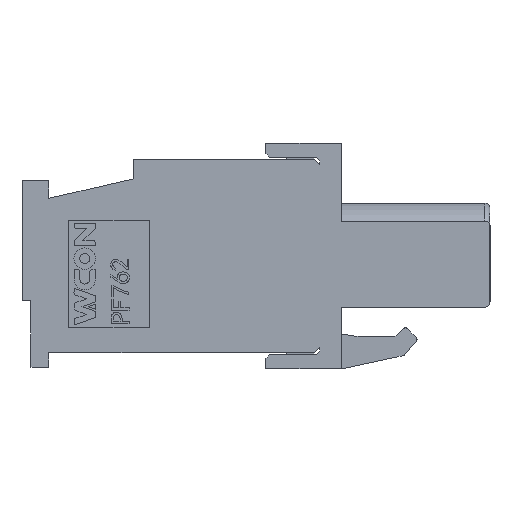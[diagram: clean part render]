
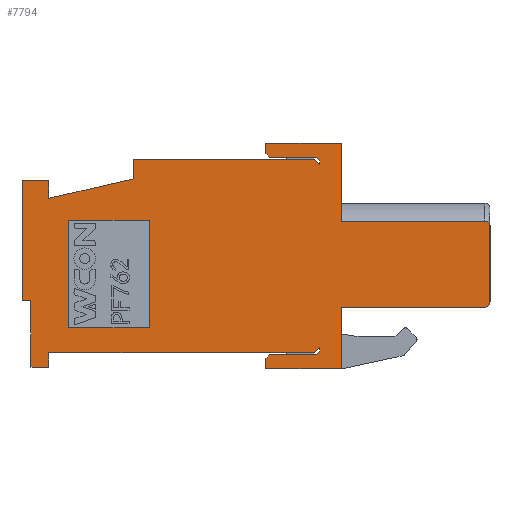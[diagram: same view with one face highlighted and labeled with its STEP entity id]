
A CAD part, left-side view. The second image highlights one B-rep face of the part: STEP entity #7794.
In plain terms, the highlighted planar face has unit normal (-1, 0, 0).
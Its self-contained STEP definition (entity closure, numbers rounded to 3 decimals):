
#7478=CARTESIAN_POINT('',(-14.24,0.,-5.3));
#7479=VERTEX_POINT('',#7478);
#7487=CARTESIAN_POINT('',(-14.24,0.2,-5.5));
#7488=VERTEX_POINT('',#7487);
#7495=CARTESIAN_POINT('',(-14.24,0.2,-5.5));
#7496=DIRECTION('',(0.,-0.707,0.707));
#7497=VECTOR('',#7496,0.283);
#7498=LINE('',#7495,#7497);
#7499=EDGE_CURVE('',#7488,#7479,#7498,.T.);
#7504=CARTESIAN_POINT('',(-14.24,0.,0.));
#7505=DIRECTION('',(0.,0.,1.));
#7506=DIRECTION('',(-1.,0.,0.));
#7507=AXIS2_PLACEMENT_3D('',#7504,#7506,#7505);
#7508=PLANE('',#7507);
#7509=CARTESIAN_POINT('',(-14.24,0.,-5.1));
#7510=VERTEX_POINT('',#7509);
#7511=CARTESIAN_POINT('',(-14.24,0.,-5.1));
#7512=DIRECTION('',(0.,0.,-1.));
#7513=VECTOR('',#7512,0.2);
#7514=LINE('',#7511,#7513);
#7515=EDGE_CURVE('',#7510,#7479,#7514,.T.);
#7516=ORIENTED_EDGE('',*,*,#7515,.T.);
#7517=ORIENTED_EDGE('',*,*,#7499,.F.);
#7518=CARTESIAN_POINT('',(-14.24,2.8,-5.5));
#7519=VERTEX_POINT('',#7518);
#7520=CARTESIAN_POINT('',(-14.24,0.2,-5.5));
#7521=DIRECTION('',(0.,1.,0.));
#7522=VECTOR('',#7521,2.6);
#7523=LINE('',#7520,#7522);
#7524=EDGE_CURVE('',#7488,#7519,#7523,.T.);
#7525=ORIENTED_EDGE('',*,*,#7524,.T.);
#7526=CARTESIAN_POINT('',(-14.24,3.,-5.7));
#7527=VERTEX_POINT('',#7526);
#7528=CARTESIAN_POINT('',(-14.24,2.8,-5.5));
#7529=DIRECTION('',(0.,0.707,-0.707));
#7530=VECTOR('',#7529,0.283);
#7531=LINE('',#7528,#7530);
#7532=EDGE_CURVE('',#7519,#7527,#7531,.T.);
#7533=ORIENTED_EDGE('',*,*,#7532,.T.);
#7534=CARTESIAN_POINT('',(-14.24,3.,-6.3));
#7535=VERTEX_POINT('',#7534);
#7536=CARTESIAN_POINT('',(-14.24,3.,-5.7));
#7537=DIRECTION('',(0.,0.,-1.));
#7538=VECTOR('',#7537,0.6);
#7539=LINE('',#7536,#7538);
#7540=EDGE_CURVE('',#7527,#7535,#7539,.T.);
#7541=ORIENTED_EDGE('',*,*,#7540,.T.);
#7542=CARTESIAN_POINT('',(-14.24,-1.2,-6.3));
#7543=VERTEX_POINT('',#7542);
#7544=CARTESIAN_POINT('',(-14.24,3.,-6.3));
#7545=DIRECTION('',(0.,-1.,0.));
#7546=VECTOR('',#7545,4.2);
#7547=LINE('',#7544,#7546);
#7548=EDGE_CURVE('',#7535,#7543,#7547,.T.);
#7549=ORIENTED_EDGE('',*,*,#7548,.T.);
#7550=CARTESIAN_POINT('',(-14.24,-1.2,-2.85));
#7551=VERTEX_POINT('',#7550);
#7552=CARTESIAN_POINT('',(-14.24,-1.2,-6.3));
#7553=DIRECTION('',(0.,0.,1.));
#7554=VECTOR('',#7553,3.45);
#7555=LINE('',#7552,#7554);
#7556=EDGE_CURVE('',#7543,#7551,#7555,.T.);
#7557=ORIENTED_EDGE('',*,*,#7556,.T.);
#7558=CARTESIAN_POINT('',(-14.24,-9.2,-2.85));
#7559=VERTEX_POINT('',#7558);
#7560=CARTESIAN_POINT('',(-14.24,-1.2,-2.85));
#7561=DIRECTION('',(0.,-1.,0.));
#7562=VECTOR('',#7561,8.);
#7563=LINE('',#7560,#7562);
#7564=EDGE_CURVE('',#7551,#7559,#7563,.T.);
#7565=ORIENTED_EDGE('',*,*,#7564,.T.);
#7566=CARTESIAN_POINT('',(-14.24,-9.5,-2.55));
#7567=VERTEX_POINT('',#7566);
#7568=CARTESIAN_POINT('',(-14.24,-9.2,-2.55));
#7569=DIRECTION('',(0.,0.,-1.));
#7570=DIRECTION('',(-1.,0.,0.));
#7571=AXIS2_PLACEMENT_3D('',#7568,#7570,#7569);
#7572=CIRCLE('',#7571,0.3);
#7573=EDGE_CURVE('',#7559,#7567,#7572,.T.);
#7574=ORIENTED_EDGE('',*,*,#7573,.T.);
#7575=CARTESIAN_POINT('',(-14.24,-9.5,1.65));
#7576=VERTEX_POINT('',#7575);
#7577=CARTESIAN_POINT('',(-14.24,-9.5,-2.55));
#7578=DIRECTION('',(0.,0.,1.));
#7579=VECTOR('',#7578,4.2);
#7580=LINE('',#7577,#7579);
#7581=EDGE_CURVE('',#7567,#7576,#7580,.T.);
#7582=ORIENTED_EDGE('',*,*,#7581,.T.);
#7583=CARTESIAN_POINT('',(-14.24,-9.2,1.95));
#7584=VERTEX_POINT('',#7583);
#7585=CARTESIAN_POINT('',(-14.24,-9.2,1.65));
#7586=DIRECTION('',(0.,-1.,0.));
#7587=DIRECTION('',(-1.,0.,0.));
#7588=AXIS2_PLACEMENT_3D('',#7585,#7587,#7586);
#7589=CIRCLE('',#7588,0.3);
#7590=EDGE_CURVE('',#7576,#7584,#7589,.T.);
#7591=ORIENTED_EDGE('',*,*,#7590,.T.);
#7592=CARTESIAN_POINT('',(-14.24,-1.2,1.95));
#7593=VERTEX_POINT('',#7592);
#7594=CARTESIAN_POINT('',(-14.24,-9.2,1.95));
#7595=DIRECTION('',(0.,1.,0.));
#7596=VECTOR('',#7595,8.);
#7597=LINE('',#7594,#7596);
#7598=EDGE_CURVE('',#7584,#7593,#7597,.T.);
#7599=ORIENTED_EDGE('',*,*,#7598,.T.);
#7600=CARTESIAN_POINT('',(-14.24,-1.2,6.3));
#7601=VERTEX_POINT('',#7600);
#7602=CARTESIAN_POINT('',(-14.24,-1.2,1.95));
#7603=DIRECTION('',(0.,0.,1.));
#7604=VECTOR('',#7603,4.35);
#7605=LINE('',#7602,#7604);
#7606=EDGE_CURVE('',#7593,#7601,#7605,.T.);
#7607=ORIENTED_EDGE('',*,*,#7606,.T.);
#7608=CARTESIAN_POINT('',(-14.24,3.,6.3));
#7609=VERTEX_POINT('',#7608);
#7610=CARTESIAN_POINT('',(-14.24,-1.2,6.3));
#7611=DIRECTION('',(0.,1.,0.));
#7612=VECTOR('',#7611,4.2);
#7613=LINE('',#7610,#7612);
#7614=EDGE_CURVE('',#7601,#7609,#7613,.T.);
#7615=ORIENTED_EDGE('',*,*,#7614,.T.);
#7616=CARTESIAN_POINT('',(-14.24,3.,5.7));
#7617=VERTEX_POINT('',#7616);
#7618=CARTESIAN_POINT('',(-14.24,3.,6.3));
#7619=DIRECTION('',(0.,0.,-1.));
#7620=VECTOR('',#7619,0.6);
#7621=LINE('',#7618,#7620);
#7622=EDGE_CURVE('',#7609,#7617,#7621,.T.);
#7623=ORIENTED_EDGE('',*,*,#7622,.T.);
#7624=CARTESIAN_POINT('',(-14.24,2.8,5.5));
#7625=VERTEX_POINT('',#7624);
#7626=CARTESIAN_POINT('',(-14.24,3.,5.7));
#7627=DIRECTION('',(0.,-0.707,-0.707));
#7628=VECTOR('',#7627,0.283);
#7629=LINE('',#7626,#7628);
#7630=EDGE_CURVE('',#7617,#7625,#7629,.T.);
#7631=ORIENTED_EDGE('',*,*,#7630,.T.);
#7632=CARTESIAN_POINT('',(-14.24,0.2,5.5));
#7633=VERTEX_POINT('',#7632);
#7634=CARTESIAN_POINT('',(-14.24,2.8,5.5));
#7635=DIRECTION('',(0.,-1.,0.));
#7636=VECTOR('',#7635,2.6);
#7637=LINE('',#7634,#7636);
#7638=EDGE_CURVE('',#7625,#7633,#7637,.T.);
#7639=ORIENTED_EDGE('',*,*,#7638,.T.);
#7640=CARTESIAN_POINT('',(-14.24,0.,5.3));
#7641=VERTEX_POINT('',#7640);
#7642=CARTESIAN_POINT('',(-14.24,0.2,5.5));
#7643=DIRECTION('',(0.,-0.707,-0.707));
#7644=VECTOR('',#7643,0.283);
#7645=LINE('',#7642,#7644);
#7646=EDGE_CURVE('',#7633,#7641,#7645,.T.);
#7647=ORIENTED_EDGE('',*,*,#7646,.T.);
#7648=CARTESIAN_POINT('',(-14.24,0.,5.1));
#7649=VERTEX_POINT('',#7648);
#7650=CARTESIAN_POINT('',(-14.24,0.,5.3));
#7651=DIRECTION('',(0.,0.,-1.));
#7652=VECTOR('',#7651,0.2);
#7653=LINE('',#7650,#7652);
#7654=EDGE_CURVE('',#7641,#7649,#7653,.T.);
#7655=ORIENTED_EDGE('',*,*,#7654,.T.);
#7656=CARTESIAN_POINT('',(-14.24,0.3,5.4));
#7657=VERTEX_POINT('',#7656);
#7658=CARTESIAN_POINT('',(-14.24,0.3,5.4));
#7659=DIRECTION('',(0.,-0.707,-0.707));
#7660=VECTOR('',#7659,0.424);
#7661=LINE('',#7658,#7660);
#7662=EDGE_CURVE('',#7657,#7649,#7661,.T.);
#7663=ORIENTED_EDGE('',*,*,#7662,.F.);
#7664=CARTESIAN_POINT('',(-14.24,10.4,5.4));
#7665=VERTEX_POINT('',#7664);
#7666=CARTESIAN_POINT('',(-14.24,10.4,5.4));
#7667=DIRECTION('',(0.,-1.,0.));
#7668=VECTOR('',#7667,10.1);
#7669=LINE('',#7666,#7668);
#7670=EDGE_CURVE('',#7665,#7657,#7669,.T.);
#7671=ORIENTED_EDGE('',*,*,#7670,.F.);
#7672=CARTESIAN_POINT('',(-14.24,10.4,4.3));
#7673=VERTEX_POINT('',#7672);
#7674=CARTESIAN_POINT('',(-14.24,10.4,4.3));
#7675=DIRECTION('',(0.,0.,1.));
#7676=VECTOR('',#7675,1.1);
#7677=LINE('',#7674,#7676);
#7678=EDGE_CURVE('',#7673,#7665,#7677,.T.);
#7679=ORIENTED_EDGE('',*,*,#7678,.F.);
#7680=CARTESIAN_POINT('',(-14.24,15.1,3.215));
#7681=VERTEX_POINT('',#7680);
#7682=CARTESIAN_POINT('',(-14.24,15.1,3.215));
#7683=DIRECTION('',(0.,-0.974,0.225));
#7684=VECTOR('',#7683,4.824);
#7685=LINE('',#7682,#7684);
#7686=EDGE_CURVE('',#7681,#7673,#7685,.T.);
#7687=ORIENTED_EDGE('',*,*,#7686,.F.);
#7688=CARTESIAN_POINT('',(-14.24,15.1,4.2));
#7689=VERTEX_POINT('',#7688);
#7690=CARTESIAN_POINT('',(-14.24,15.1,4.2));
#7691=DIRECTION('',(0.,0.,-1.));
#7692=VECTOR('',#7691,0.985);
#7693=LINE('',#7690,#7692);
#7694=EDGE_CURVE('',#7689,#7681,#7693,.T.);
#7695=ORIENTED_EDGE('',*,*,#7694,.F.);
#7696=CARTESIAN_POINT('',(-14.24,16.6,4.2));
#7697=VERTEX_POINT('',#7696);
#7698=CARTESIAN_POINT('',(-14.24,16.6,4.2));
#7699=DIRECTION('',(0.,-1.,0.));
#7700=VECTOR('',#7699,1.5);
#7701=LINE('',#7698,#7700);
#7702=EDGE_CURVE('',#7697,#7689,#7701,.T.);
#7703=ORIENTED_EDGE('',*,*,#7702,.F.);
#7704=CARTESIAN_POINT('',(-14.24,16.6,-2.5));
#7705=VERTEX_POINT('',#7704);
#7706=CARTESIAN_POINT('',(-14.24,16.6,-2.5));
#7707=DIRECTION('',(0.,0.,1.));
#7708=VECTOR('',#7707,6.7);
#7709=LINE('',#7706,#7708);
#7710=EDGE_CURVE('',#7705,#7697,#7709,.T.);
#7711=ORIENTED_EDGE('',*,*,#7710,.F.);
#7712=CARTESIAN_POINT('',(-14.24,16.1,-2.5));
#7713=VERTEX_POINT('',#7712);
#7714=CARTESIAN_POINT('',(-14.24,16.1,-2.5));
#7715=DIRECTION('',(0.,1.,0.));
#7716=VECTOR('',#7715,0.5);
#7717=LINE('',#7714,#7716);
#7718=EDGE_CURVE('',#7713,#7705,#7717,.T.);
#7719=ORIENTED_EDGE('',*,*,#7718,.F.);
#7720=CARTESIAN_POINT('',(-14.24,16.1,-6.2));
#7721=VERTEX_POINT('',#7720);
#7722=CARTESIAN_POINT('',(-14.24,16.1,-6.2));
#7723=DIRECTION('',(0.,0.,1.));
#7724=VECTOR('',#7723,3.7);
#7725=LINE('',#7722,#7724);
#7726=EDGE_CURVE('',#7721,#7713,#7725,.T.);
#7727=ORIENTED_EDGE('',*,*,#7726,.F.);
#7728=CARTESIAN_POINT('',(-14.24,15.1,-6.2));
#7729=VERTEX_POINT('',#7728);
#7730=CARTESIAN_POINT('',(-14.24,15.1,-6.2));
#7731=DIRECTION('',(0.,1.,0.));
#7732=VECTOR('',#7731,1.);
#7733=LINE('',#7730,#7732);
#7734=EDGE_CURVE('',#7729,#7721,#7733,.T.);
#7735=ORIENTED_EDGE('',*,*,#7734,.F.);
#7736=CARTESIAN_POINT('',(-14.24,15.1,-5.4));
#7737=VERTEX_POINT('',#7736);
#7738=CARTESIAN_POINT('',(-14.24,15.1,-5.4));
#7739=DIRECTION('',(0.,0.,-1.));
#7740=VECTOR('',#7739,0.8);
#7741=LINE('',#7738,#7740);
#7742=EDGE_CURVE('',#7737,#7729,#7741,.T.);
#7743=ORIENTED_EDGE('',*,*,#7742,.F.);
#7744=CARTESIAN_POINT('',(-14.24,0.3,-5.4));
#7745=VERTEX_POINT('',#7744);
#7746=CARTESIAN_POINT('',(-14.24,0.3,-5.4));
#7747=DIRECTION('',(0.,1.,0.));
#7748=VECTOR('',#7747,14.8);
#7749=LINE('',#7746,#7748);
#7750=EDGE_CURVE('',#7745,#7737,#7749,.T.);
#7751=ORIENTED_EDGE('',*,*,#7750,.F.);
#7752=CARTESIAN_POINT('',(-14.24,0.,-5.1));
#7753=DIRECTION('',(0.,0.707,-0.707));
#7754=VECTOR('',#7753,0.424);
#7755=LINE('',#7752,#7754);
#7756=EDGE_CURVE('',#7510,#7745,#7755,.T.);
#7757=ORIENTED_EDGE('',*,*,#7756,.F.);
#7758=EDGE_LOOP('',(#7516,#7517,#7525,#7533,#7541,#7549,#7557,#7565,#7574,#7582,#7591,#7599,#7607,#7615,#7623,#7631,#7639,#7647,#7655,#7663,#7671,#7679,#7687,#7695,#7703,#7711,#7719,#7727,#7735,#7743,#7751,#7757));
#7759=FACE_OUTER_BOUND('',#7758,.T.);
#7760=CARTESIAN_POINT('',(-14.24,14.,2.));
#7761=VERTEX_POINT('',#7760);
#7762=CARTESIAN_POINT('',(-14.24,9.5,2.));
#7763=VERTEX_POINT('',#7762);
#7764=CARTESIAN_POINT('',(-14.24,14.,2.));
#7765=DIRECTION('',(0.,-1.,0.));
#7766=VECTOR('',#7765,4.5);
#7767=LINE('',#7764,#7766);
#7768=EDGE_CURVE('',#7761,#7763,#7767,.T.);
#7769=ORIENTED_EDGE('',*,*,#7768,.T.);
#7770=CARTESIAN_POINT('',(-14.24,9.5,-4.));
#7771=VERTEX_POINT('',#7770);
#7772=CARTESIAN_POINT('',(-14.24,9.5,2.));
#7773=DIRECTION('',(0.,0.,-1.));
#7774=VECTOR('',#7773,6.);
#7775=LINE('',#7772,#7774);
#7776=EDGE_CURVE('',#7763,#7771,#7775,.T.);
#7777=ORIENTED_EDGE('',*,*,#7776,.T.);
#7778=CARTESIAN_POINT('',(-14.24,14.,-4.));
#7779=VERTEX_POINT('',#7778);
#7780=CARTESIAN_POINT('',(-14.24,9.5,-4.));
#7781=DIRECTION('',(0.,1.,0.));
#7782=VECTOR('',#7781,4.5);
#7783=LINE('',#7780,#7782);
#7784=EDGE_CURVE('',#7771,#7779,#7783,.T.);
#7785=ORIENTED_EDGE('',*,*,#7784,.T.);
#7786=CARTESIAN_POINT('',(-14.24,14.,-4.));
#7787=DIRECTION('',(0.,0.,1.));
#7788=VECTOR('',#7787,6.);
#7789=LINE('',#7786,#7788);
#7790=EDGE_CURVE('',#7779,#7761,#7789,.T.);
#7791=ORIENTED_EDGE('',*,*,#7790,.T.);
#7792=EDGE_LOOP('',(#7769,#7777,#7785,#7791));
#7793=FACE_BOUND('',#7792,.T.);
#7794=ADVANCED_FACE('',(#7759,#7793),#7508,.T.);
